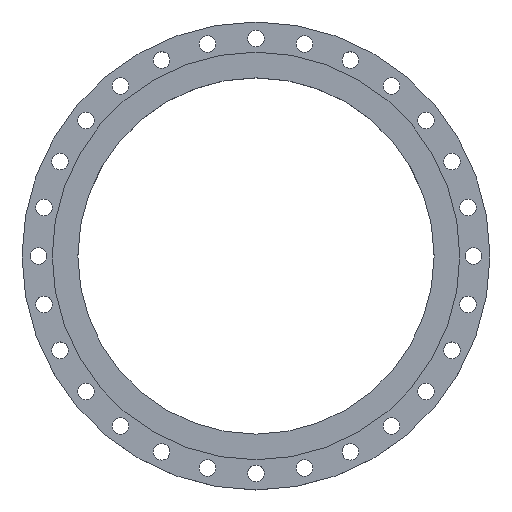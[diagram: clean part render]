
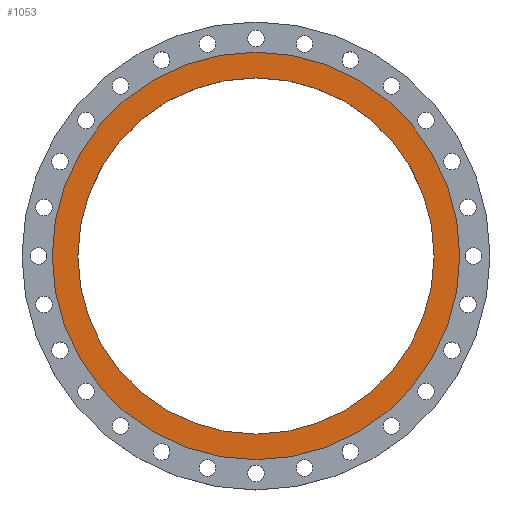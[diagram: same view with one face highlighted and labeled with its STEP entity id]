
A CAD part, top view. The second image highlights one B-rep face of the part: STEP entity #1053.
In plain terms, the highlighted planar face has unit normal (0, 0, 1).
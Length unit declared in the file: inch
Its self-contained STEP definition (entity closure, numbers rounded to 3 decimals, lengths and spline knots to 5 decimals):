
#75 = CARTESIAN_POINT ( 'NONE',  ( 0., 0., 0. ) ) ;
#87 = AXIS2_PLACEMENT_3D ( 'NONE', #2028, #1031, #783 ) ;
#131 = EDGE_CURVE ( 'NONE', #1315, #1513, #1359, .T. ) ;
#242 = CIRCLE ( 'NONE', #456, 14.75 ) ;
#271 = DIRECTION ( 'NONE',  ( 1., 0., 0. ) ) ;
#279 = FACE_OUTER_BOUND ( 'NONE', #1445, .T. ) ;
#405 = ORIENTED_EDGE ( 'NONE', *, *, #131, .T. ) ;
#420 = DIRECTION ( 'NONE',  ( 0., 0., 1. ) ) ;
#421 = EDGE_CURVE ( 'NONE', #2475, #1288, #242, .T. ) ;
#456 = AXIS2_PLACEMENT_3D ( 'NONE', #2242, #420, #1000 ) ;
#651 = DIRECTION ( 'NONE',  ( 0., 0., 1. ) ) ;
#685 = CARTESIAN_POINT ( 'NONE',  ( 16.875, 0., 0. ) ) ;
#783 = DIRECTION ( 'NONE',  ( 1., 0., 0. ) ) ;
#802 = AXIS2_PLACEMENT_3D ( 'NONE', #1910, #884, #848 ) ;
#848 = DIRECTION ( 'NONE',  ( -1., 0., 0. ) ) ;
#863 = ORIENTED_EDGE ( 'NONE', *, *, #2608, .F. ) ;
#884 = DIRECTION ( 'NONE',  ( 0., 0., -1. ) ) ;
#909 = CARTESIAN_POINT ( 'NONE',  ( -16.875, 0., 0. ) ) ;
#923 = DIRECTION ( 'NONE',  ( 1., 0., 0. ) ) ;
#1000 = DIRECTION ( 'NONE',  ( 1., 0., 0. ) ) ;
#1031 = DIRECTION ( 'NONE',  ( 0., 0., 1. ) ) ;
#1053 = ADVANCED_FACE ( 'NONE', ( #2105, #279 ), #1073, .F. ) ;
#1059 = ORIENTED_EDGE ( 'NONE', *, *, #421, .F. ) ;
#1073 = PLANE ( 'NONE',  #802 ) ;
#1150 = CARTESIAN_POINT ( 'NONE',  ( 14.75, 0., 0. ) ) ;
#1216 = AXIS2_PLACEMENT_3D ( 'NONE', #75, #651, #271 ) ;
#1288 = VERTEX_POINT ( 'NONE', #1150 ) ;
#1315 = VERTEX_POINT ( 'NONE', #909 ) ;
#1338 = EDGE_LOOP ( 'NONE', ( #863, #1059 ) ) ;
#1359 = CIRCLE ( 'NONE', #87, 16.875 ) ;
#1445 = EDGE_LOOP ( 'NONE', ( #2087, #405 ) ) ;
#1513 = VERTEX_POINT ( 'NONE', #685 ) ;
#1770 = DIRECTION ( 'NONE',  ( 0., 0., 1. ) ) ;
#1808 = CIRCLE ( 'NONE', #2395, 16.875 ) ;
#1910 = CARTESIAN_POINT ( 'NONE',  ( 0., 14.75, 0. ) ) ;
#2028 = CARTESIAN_POINT ( 'NONE',  ( 0., 0., 0. ) ) ;
#2058 = EDGE_CURVE ( 'NONE', #1513, #1315, #1808, .T. ) ;
#2087 = ORIENTED_EDGE ( 'NONE', *, *, #2058, .T. ) ;
#2105 = FACE_BOUND ( 'NONE', #1338, .T. ) ;
#2144 = CARTESIAN_POINT ( 'NONE',  ( 0., 0., 0. ) ) ;
#2168 = CARTESIAN_POINT ( 'NONE',  ( -14.75, 0., 0. ) ) ;
#2242 = CARTESIAN_POINT ( 'NONE',  ( 0., 0., 0. ) ) ;
#2350 = CIRCLE ( 'NONE', #1216, 14.75 ) ;
#2395 = AXIS2_PLACEMENT_3D ( 'NONE', #2144, #1770, #923 ) ;
#2475 = VERTEX_POINT ( 'NONE', #2168 ) ;
#2608 = EDGE_CURVE ( 'NONE', #1288, #2475, #2350, .T. ) ;
